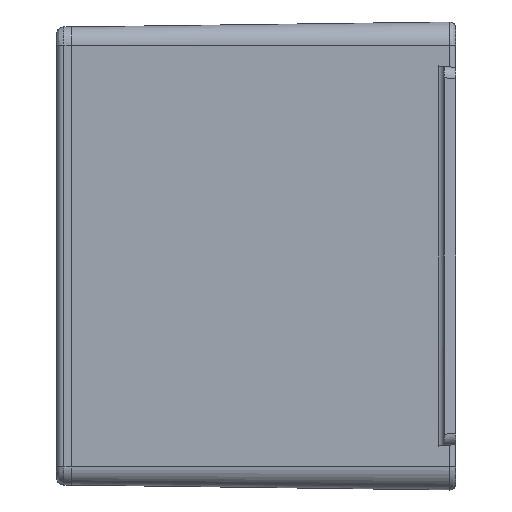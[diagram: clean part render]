
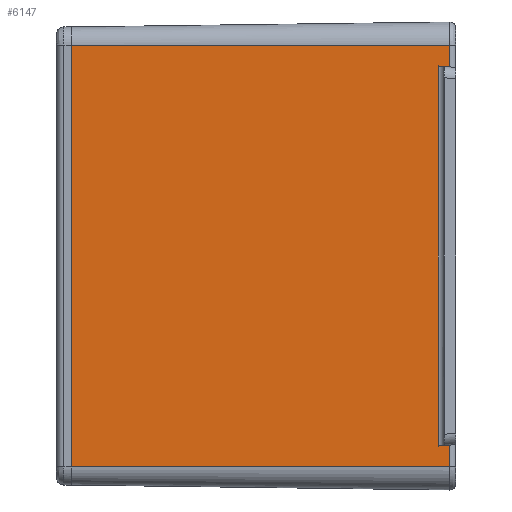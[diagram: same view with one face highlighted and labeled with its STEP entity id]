
A CAD part, left-side view. The second image highlights one B-rep face of the part: STEP entity #6147.
In plain terms, the highlighted planar face has unit normal (-1, 0.013, 0).
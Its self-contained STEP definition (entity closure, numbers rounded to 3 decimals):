
#335 = ORIENTED_EDGE ( 'NONE', *, *, #20439, .F. ) ;
#412 = EDGE_CURVE ( 'NONE', #15880, #17992, #668, .T. ) ;
#668 = LINE ( 'NONE', #19681, #17621 ) ;
#1542 = VECTOR ( 'NONE', #22633, 1000. ) ;
#1894 = DIRECTION ( 'NONE',  ( 0., 0., -1. ) ) ;
#1926 = VERTEX_POINT ( 'NONE', #12405 ) ;
#2100 = CARTESIAN_POINT ( 'NONE',  ( -87.311, 1.416, -50.07 ) ) ;
#2236 = ORIENTED_EDGE ( 'NONE', *, *, #23628, .F. ) ;
#2680 = LINE ( 'NONE', #19541, #22259 ) ;
#2932 = CARTESIAN_POINT ( 'NONE',  ( -87.311, 1.416, 49.941 ) ) ;
#3337 = DIRECTION ( 'NONE',  ( -1., 0.013, 0. ) ) ;
#3720 = CARTESIAN_POINT ( 'NONE',  ( -86., 101.792, 55.693 ) ) ;
#3996 = DIRECTION ( 'NONE',  ( 0., 0., -1. ) ) ;
#4403 = FACE_OUTER_BOUND ( 'NONE', #20569, .T. ) ;
#4554 = VECTOR ( 'NONE', #21601, 1000. ) ;
#6147 = ADVANCED_FACE ( 'NONE', ( #4403 ), #14507, .T. ) ;
#6767 = VECTOR ( 'NONE', #1894, 1000. ) ;
#7440 = AXIS2_PLACEMENT_3D ( 'NONE', #14684, #3337, #16628 ) ;
#7799 = ORIENTED_EDGE ( 'NONE', *, *, #17180, .T. ) ;
#8029 = CARTESIAN_POINT ( 'NONE',  ( -86.005, 101.392, 55.693 ) ) ;
#8788 = CARTESIAN_POINT ( 'NONE',  ( -86.005, 101.392, -55.693 ) ) ;
#9206 = VERTEX_POINT ( 'NONE', #16230 ) ;
#9507 = VERTEX_POINT ( 'NONE', #8029 ) ;
#10152 = LINE ( 'NONE', #19686, #4554 ) ;
#11793 = ORIENTED_EDGE ( 'NONE', *, *, #20943, .F. ) ;
#11817 = LINE ( 'NONE', #18885, #6767 ) ;
#12354 = DIRECTION ( 'NONE',  ( 0.013, 0.996, 0.087 ) ) ;
#12405 = CARTESIAN_POINT ( 'NONE',  ( -87.271, 4.485, 50.209 ) ) ;
#12450 = LINE ( 'NONE', #20527, #22593 ) ;
#12985 = CARTESIAN_POINT ( 'NONE',  ( -87.311, 1.416, 55.693 ) ) ;
#13517 = EDGE_CURVE ( 'NONE', #17038, #21807, #2680, .T. ) ;
#14355 = VECTOR ( 'NONE', #3996, 1000. ) ;
#14452 = VERTEX_POINT ( 'NONE', #12985 ) ;
#14507 = PLANE ( 'NONE',  #7440 ) ;
#14684 = CARTESIAN_POINT ( 'NONE',  ( -86., 101.792, -55.693 ) ) ;
#14707 = DIRECTION ( 'NONE',  ( 0., 0., 1. ) ) ;
#15637 = ORIENTED_EDGE ( 'NONE', *, *, #412, .F. ) ;
#15880 = VERTEX_POINT ( 'NONE', #24121 ) ;
#16230 = CARTESIAN_POINT ( 'NONE',  ( -87.311, 1.416, 49.941 ) ) ;
#16614 = CARTESIAN_POINT ( 'NONE',  ( -87.311, 1.416, -49.941 ) ) ;
#16628 = DIRECTION ( 'NONE',  ( -0.013, -1., 0. ) ) ;
#17038 = VERTEX_POINT ( 'NONE', #8788 ) ;
#17180 = EDGE_CURVE ( 'NONE', #9507, #17038, #11817, .T. ) ;
#17317 = LINE ( 'NONE', #3720, #1542 ) ;
#17609 = ORIENTED_EDGE ( 'NONE', *, *, #13517, .T. ) ;
#17621 = VECTOR ( 'NONE', #21587, 1000. ) ;
#17992 = VERTEX_POINT ( 'NONE', #16614 ) ;
#18267 = VECTOR ( 'NONE', #12354, 1000. ) ;
#18882 = LINE ( 'NONE', #2932, #18267 ) ;
#18885 = CARTESIAN_POINT ( 'NONE',  ( -86.005, 101.392, -55.693 ) ) ;
#19427 = LINE ( 'NONE', #2100, #14355 ) ;
#19541 = CARTESIAN_POINT ( 'NONE',  ( -86., 101.792, -55.693 ) ) ;
#19681 = CARTESIAN_POINT ( 'NONE',  ( -87.271, 4.485, -50.209 ) ) ;
#19686 = CARTESIAN_POINT ( 'NONE',  ( -87.311, 1.416, -50.07 ) ) ;
#19884 = ORIENTED_EDGE ( 'NONE', *, *, #21985, .T. ) ;
#20439 = EDGE_CURVE ( 'NONE', #17992, #21807, #19427, .T. ) ;
#20527 = CARTESIAN_POINT ( 'NONE',  ( -87.271, 4.485, -55.693 ) ) ;
#20569 = EDGE_LOOP ( 'NONE', ( #23701, #7799, #17609, #335, #15637, #19884, #2236, #11793 ) ) ;
#20943 = EDGE_CURVE ( 'NONE', #14452, #9206, #10152, .T. ) ;
#21470 = DIRECTION ( 'NONE',  ( -0.013, -1., 0. ) ) ;
#21538 = EDGE_CURVE ( 'NONE', #14452, #9507, #17317, .T. ) ;
#21587 = DIRECTION ( 'NONE',  ( -0.013, -0.996, 0.087 ) ) ;
#21601 = DIRECTION ( 'NONE',  ( 0., 0., -1. ) ) ;
#21702 = CARTESIAN_POINT ( 'NONE',  ( -87.311, 1.416, -55.693 ) ) ;
#21807 = VERTEX_POINT ( 'NONE', #21702 ) ;
#21985 = EDGE_CURVE ( 'NONE', #15880, #1926, #12450, .T. ) ;
#22259 = VECTOR ( 'NONE', #21470, 1000. ) ;
#22593 = VECTOR ( 'NONE', #14707, 1000. ) ;
#22633 = DIRECTION ( 'NONE',  ( 0.013, 1., 0. ) ) ;
#23628 = EDGE_CURVE ( 'NONE', #9206, #1926, #18882, .T. ) ;
#23701 = ORIENTED_EDGE ( 'NONE', *, *, #21538, .T. ) ;
#24121 = CARTESIAN_POINT ( 'NONE',  ( -87.271, 4.485, -50.209 ) ) ;
